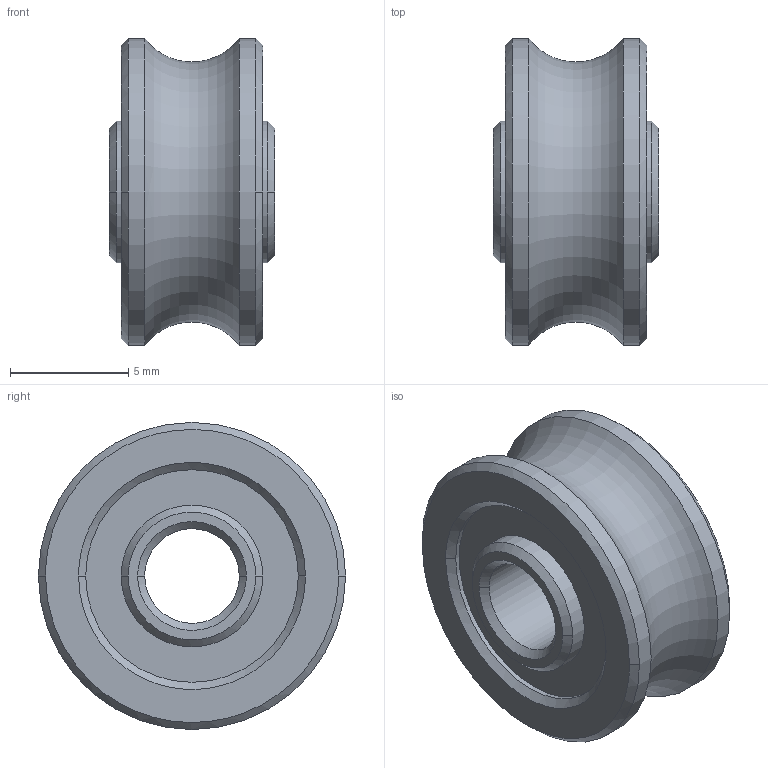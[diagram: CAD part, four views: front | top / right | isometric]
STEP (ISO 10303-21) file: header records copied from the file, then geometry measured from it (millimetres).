
FILE_DESCRIPTION(/* description */ (''),/* implementation_level */ '2;1');
FILE_NAME(/* name */ 'U groove bearing LFR 50 4 NPP_ipt_8aa6e9b.STEP',/* time_stamp */ '2022-06-02T14:50:48+03:00',/* author */ (''),/* organization */ (''),/* preprocessor_version */ 'ST-DEVELOPER v16.13',/* originating_system */ 'Autodesk Inventor 2018',/* authorisation */ '');
FILE_SCHEMA (('AUTOMOTIVE_DESIGN { 1 0 10303 214 3 1 1 }'));
Length unit declared in the file: millimetre
Products named in the file (1): U groove bearing LFR 50 4 NPP
Bounding box: 7 x 13 x 13 mm (x, y, z)
Volume: 585.3 mm3; surface area: 1082.1 mm2
Topology: 3 solids, 3 shells, 30 faces, 62 edges, 38 vertices
Faces by surface type: bspline 16, cylinder 7, plane 6, torus 1
Full cylindrical faces by diameter (mm): 4 x1, 6 x2, 9 x2, 13 x2
Entity records: 1756 total; most frequent: CARTESIAN_POINT 1167, ORIENTED_EDGE 108, DIRECTION 82, EDGE_CURVE 54, EDGE_LOOP 44, VERTEX_POINT 38, AXIS2_PLACEMENT_3D 33, FACE_OUTER_BOUND 30
